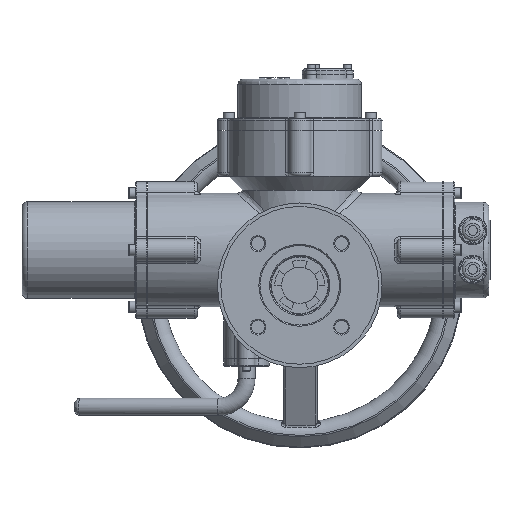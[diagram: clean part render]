
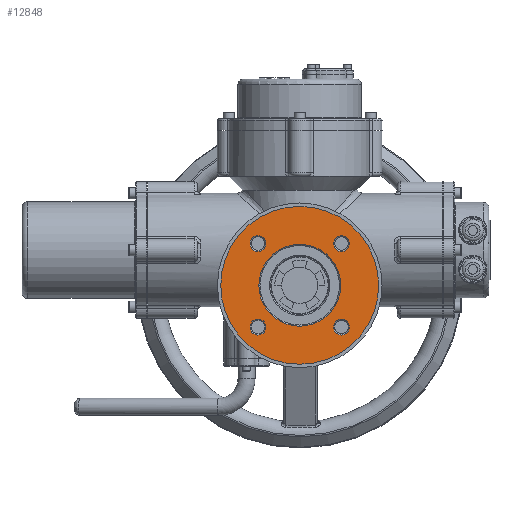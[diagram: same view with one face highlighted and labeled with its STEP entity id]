
A CAD part, front view. The second image highlights one B-rep face of the part: STEP entity #12848.
In plain terms, the highlighted planar face has unit normal (0, -1, 0).
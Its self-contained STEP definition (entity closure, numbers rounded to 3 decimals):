
#687=CIRCLE('',#13770,36.);
#688=CIRCLE('',#13772,69.5);
#689=CIRCLE('',#13773,7.);
#690=CIRCLE('',#13774,7.);
#691=CIRCLE('',#13775,7.);
#692=CIRCLE('',#13776,7.);
#2316=FACE_BOUND('',#3364,.T.);
#2317=FACE_BOUND('',#3365,.T.);
#2318=FACE_BOUND('',#3366,.T.);
#2319=FACE_BOUND('',#3367,.T.);
#2320=FACE_BOUND('',#3368,.T.);
#2561=FACE_OUTER_BOUND('',#3363,.T.);
#3363=EDGE_LOOP('',(#9135));
#3364=EDGE_LOOP('',(#9136));
#3365=EDGE_LOOP('',(#9137));
#3366=EDGE_LOOP('',(#9138));
#3367=EDGE_LOOP('',(#9139));
#3368=EDGE_LOOP('',(#9140));
#5813=VERTEX_POINT('',#20264);
#5814=VERTEX_POINT('',#20268);
#5815=VERTEX_POINT('',#20270);
#5816=VERTEX_POINT('',#20272);
#5817=VERTEX_POINT('',#20274);
#5818=VERTEX_POINT('',#20276);
#7056=EDGE_CURVE('',#5813,#5813,#687,.T.);
#7057=EDGE_CURVE('',#5814,#5814,#688,.T.);
#7058=EDGE_CURVE('',#5815,#5815,#689,.T.);
#7059=EDGE_CURVE('',#5816,#5816,#690,.T.);
#7060=EDGE_CURVE('',#5817,#5817,#691,.T.);
#7061=EDGE_CURVE('',#5818,#5818,#692,.T.);
#9135=ORIENTED_EDGE('',*,*,#7057,.T.);
#9136=ORIENTED_EDGE('',*,*,#7058,.F.);
#9137=ORIENTED_EDGE('',*,*,#7059,.F.);
#9138=ORIENTED_EDGE('',*,*,#7060,.F.);
#9139=ORIENTED_EDGE('',*,*,#7061,.F.);
#9140=ORIENTED_EDGE('',*,*,#7056,.F.);
#12602=PLANE('',#13771);
#12848=ADVANCED_FACE('',(#2561,#2316,#2317,#2318,#2319,#2320),#12602,.T.);
#13770=AXIS2_PLACEMENT_3D('',#20266,#15678,#15679);
#13771=AXIS2_PLACEMENT_3D('',#20267,#15680,#15681);
#13772=AXIS2_PLACEMENT_3D('',#20269,#15682,#15683);
#13773=AXIS2_PLACEMENT_3D('',#20271,#15684,#15685);
#13774=AXIS2_PLACEMENT_3D('',#20273,#15686,#15687);
#13775=AXIS2_PLACEMENT_3D('',#20275,#15688,#15689);
#13776=AXIS2_PLACEMENT_3D('',#20277,#15690,#15691);
#15678=DIRECTION('center_axis',(0.,-1.,0.));
#15679=DIRECTION('ref_axis',(-1.,0.,0.));
#15680=DIRECTION('center_axis',(0.,-1.,0.));
#15681=DIRECTION('ref_axis',(0.,0.,-1.));
#15682=DIRECTION('center_axis',(0.,-1.,0.));
#15683=DIRECTION('ref_axis',(-1.,0.,0.));
#15684=DIRECTION('center_axis',(0.,-1.,0.));
#15685=DIRECTION('ref_axis',(-1.,0.,0.));
#15686=DIRECTION('center_axis',(0.,-1.,0.));
#15687=DIRECTION('ref_axis',(-1.,0.,0.));
#15688=DIRECTION('center_axis',(0.,-1.,0.));
#15689=DIRECTION('ref_axis',(-1.,0.,0.));
#15690=DIRECTION('center_axis',(0.,-1.,0.));
#15691=DIRECTION('ref_axis',(-1.,0.,0.));
#20264=CARTESIAN_POINT('',(36.,-8.,0.));
#20266=CARTESIAN_POINT('Origin',(0.,-8.,0.));
#20267=CARTESIAN_POINT('Origin',(0.,-8.,0.));
#20268=CARTESIAN_POINT('',(69.5,-8.,0.));
#20269=CARTESIAN_POINT('Origin',(0.,-8.,0.));
#20270=CARTESIAN_POINT('',(43.77,-8.,-36.77));
#20271=CARTESIAN_POINT('Origin',(36.77,-8.,-36.77));
#20272=CARTESIAN_POINT('',(43.77,-8.,36.77));
#20273=CARTESIAN_POINT('Origin',(36.77,-8.,36.77));
#20274=CARTESIAN_POINT('',(-29.77,-8.,36.77));
#20275=CARTESIAN_POINT('Origin',(-36.77,-8.,36.77));
#20276=CARTESIAN_POINT('',(-29.77,-8.,-36.77));
#20277=CARTESIAN_POINT('Origin',(-36.77,-8.,-36.77));
